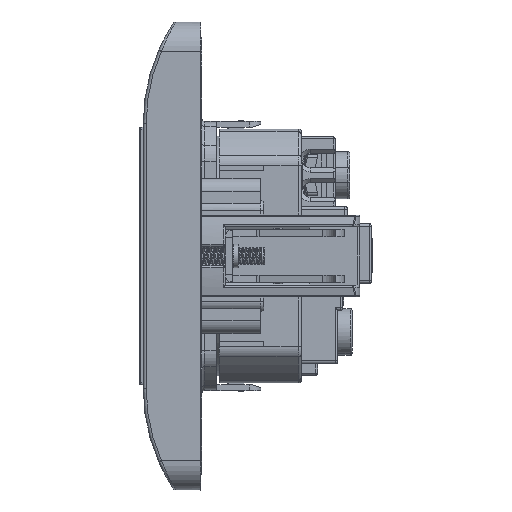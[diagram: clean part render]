
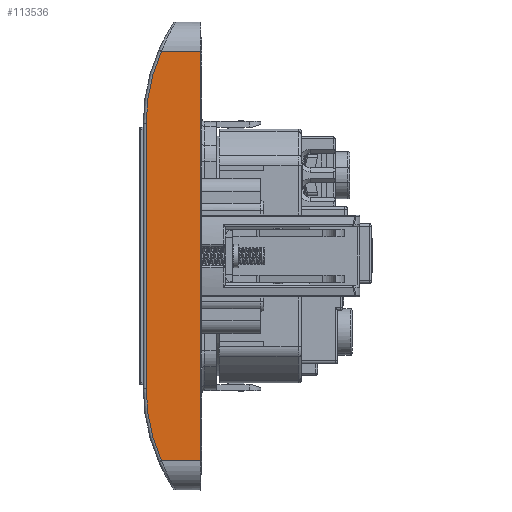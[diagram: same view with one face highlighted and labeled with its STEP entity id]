
A CAD part, left-side view. The second image highlights one B-rep face of the part: STEP entity #113536.
In plain terms, the highlighted planar face has unit normal (-1, 0, 0).
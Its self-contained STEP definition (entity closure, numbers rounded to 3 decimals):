
#105459=DIRECTION('',(0.,0.,-1.));
#105460=VECTOR('',#105459,45.33);
#105461=CARTESIAN_POINT('',(-40.,8.,22.665));
#105462=LINE('',#105461,#105460);
#105467=CARTESIAN_POINT('',(-40.,-22.5,22.665));
#105468=DIRECTION('',(1.,0.,0.));
#105469=DIRECTION('',(0.,1.,0.));
#105470=AXIS2_PLACEMENT_3D('',#105467,#105468,#105469);
#105472=CARTESIAN_POINT('',(-40.,-22.5,-22.665));
#105473=DIRECTION('',(1.,0.,0.));
#105474=DIRECTION('',(0.,0.915,-0.404));
#105475=AXIS2_PLACEMENT_3D('',#105472,#105473,#105474);
#105584=DIRECTION('',(0.,-1.,
0.));
#105585=VECTOR('',#105584,6.694);
#105586=CARTESIAN_POINT('',(-40.,5.394,
-35.));
#105587=LINE('',#105586,#105585);
#105686=DIRECTION('',(0.,0.,1.));
#105687=VECTOR('',#105686,70.);
#105688=CARTESIAN_POINT('',(-40.,-1.3,-35.));
#105689=LINE('',#105688,#105687);
#105747=DIRECTION('',(0.,1.,0.));
#105748=VECTOR('',#105747,6.694);
#105749=CARTESIAN_POINT('',(-40.,-1.3,35.));
#105750=LINE('',#105749,#105748);
#111987=CARTESIAN_POINT('',(-40.,8.,22.665));
#111988=CARTESIAN_POINT('',(-40.,8.,-22.665));
#111989=VERTEX_POINT('',#111987);
#111990=VERTEX_POINT('',#111988);
#111991=CARTESIAN_POINT('',(-40.,5.394,35.));
#111992=VERTEX_POINT('',#111991);
#111993=CARTESIAN_POINT('',(-40.,-1.3,35.));
#111994=VERTEX_POINT('',#111993);
#111995=CARTESIAN_POINT('',(-40.,-1.3,-35.));
#111996=VERTEX_POINT('',#111995);
#111997=CARTESIAN_POINT('',(-40.,5.394,
-35.));
#111998=VERTEX_POINT('',#111997);
#113518=CARTESIAN_POINT('',(-40.,3.5,0.));
#113519=DIRECTION('',(1.,0.,0.));
#113520=DIRECTION('',(0.,0.,-1.));
#113521=AXIS2_PLACEMENT_3D('',#113518,#113519,#113520);
#113522=PLANE('',#113521);
#113523=ORIENTED_EDGE('',*,*,#113508,.F.);
#113525=ORIENTED_EDGE('',*,*,#113524,.T.);
#113527=ORIENTED_EDGE('',*,*,#113526,.F.);
#113529=ORIENTED_EDGE('',*,*,#113528,.F.);
#113531=ORIENTED_EDGE('',*,*,#113530,.F.);
#113533=ORIENTED_EDGE('',*,*,#113532,.T.);
#113534=EDGE_LOOP('',(#113523,#113525,#113527,#113529,#113531,#113533));
#113535=FACE_OUTER_BOUND('',#113534,.F.);
#105471=CIRCLE('',#105470,30.5);
#105476=CIRCLE('',#105475,30.5);
#113508=EDGE_CURVE('',#111989,#111990,#105462,.T.);
#113524=EDGE_CURVE('',#111989,#111992,#105471,.T.);
#113526=EDGE_CURVE('',#111994,#111992,#105750,.T.);
#113528=EDGE_CURVE('',#111996,#111994,#105689,.T.);
#113530=EDGE_CURVE('',#111998,#111996,#105587,.T.);
#113532=EDGE_CURVE('',#111998,#111990,#105476,.T.);
#113536=ADVANCED_FACE('',(#113535),#113522,.F.);
